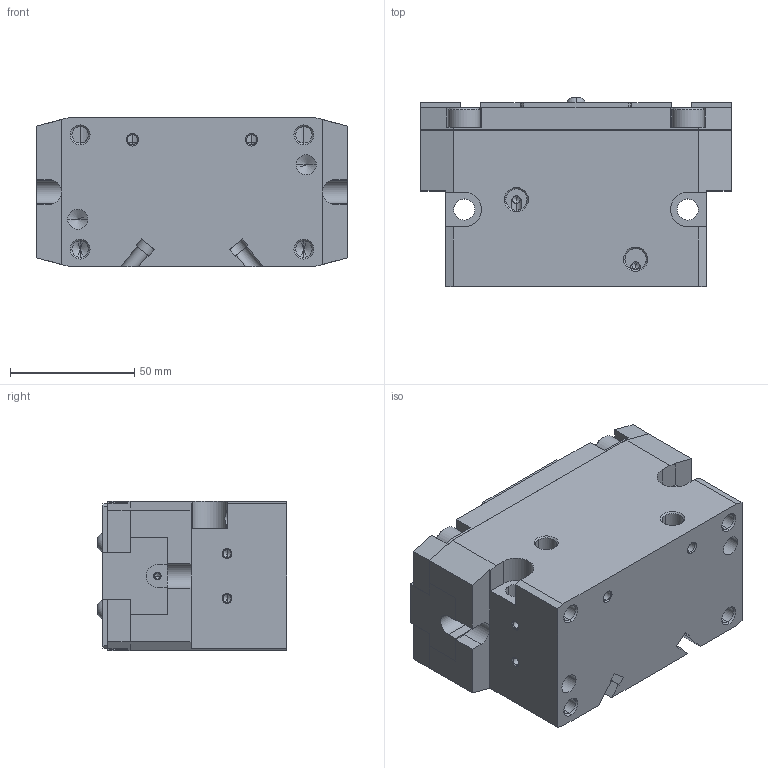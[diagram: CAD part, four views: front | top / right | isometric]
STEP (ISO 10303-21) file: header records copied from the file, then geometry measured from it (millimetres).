
FILE_DESCRIPTION( ( '' ), '1' );
FILE_NAME( 'qpg212s_op125snc_0_2_14a.stp', '2010-10-25T14:15:44', ( '' ), ( '' ), ' ', ' ', ' ' );
FILE_SCHEMA( ( 'automotive_design' ) );
Length unit declared in the file: millimetre
Products named in the file (3): 1; 2; 3
Bounding box: 125 x 76.2 x 60 mm (x, y, z)
Volume: 459996.4 mm3; surface area: 79698 mm2
Topology: 3 solids, 3 shells, 372 faces, 960 edges, 586 vertices
Faces by surface type: plane 194, cone 88, cylinder 86, torus 4
Entity records: 21835 total; most frequent: CARTESIAN_POINT 2232, DIRECTION 1892, STYLED_ITEM 1881, PRESENTATION_STYLE_ASSIGNMENT 1881, COLOUR_RGB 1881, ORIENTED_EDGE 1840, EDGE_CURVE 920, CURVE_STYLE 920
